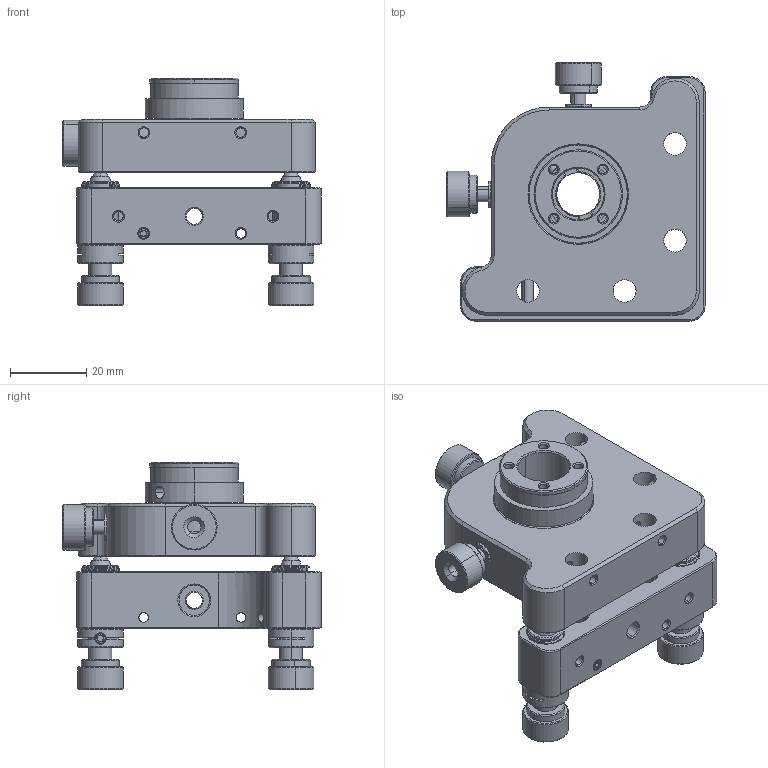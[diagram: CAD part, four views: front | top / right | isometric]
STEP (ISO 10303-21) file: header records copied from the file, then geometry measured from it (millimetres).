
FILE_DESCRIPTION (( 'STEP AP203' ), '1' );
FILE_NAME ('1.1.10.17_ZJP-6SM05_六维光学调整镜架，带SM05螺纹，含一个压圈.STEP', '2022-08-18T00:36:33', ( '' ), ( '' ), 'SwSTEP 2.0', 'SolidWorks 2021', '' );
FILE_SCHEMA (( 'CONFIG_CONTROL_DESIGN' ));
Length unit declared in the file: millimetre
Products named in the file (1): 1.1.10.17_ZJP-6SM05_六维光学调整镜架，带SM05螺纹，含一个压圈
Bounding box: 67.72 x 67.72 x 59.72 mm (x, y, z)
Surface area: 30874 mm2 (no closed solid volume)
Topology: 0 solids, 40 shells, 639 faces, 1773 edges, 1142 vertices
Faces by surface type: cylinder 259, cone 229, plane 132, sphere 13, torus 6
Entity records: 21868 total; most frequent: CARTESIAN_POINT 5163, DIRECTION 3804, ORIENTED_EDGE 3050, EDGE_CURVE 1754, AXIS2_PLACEMENT_3D 1523, VERTEX_POINT 1136, CIRCLE 883, EDGE_LOOP 764
